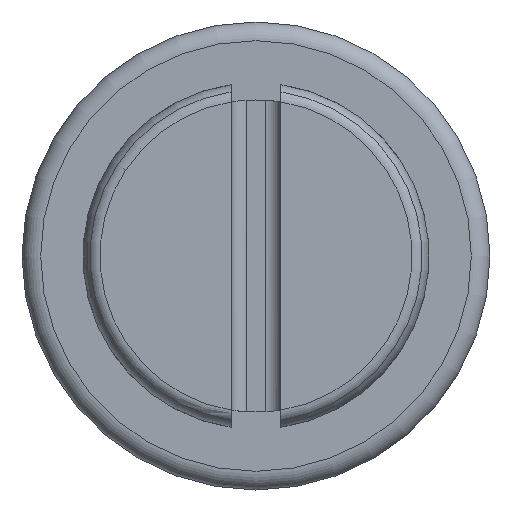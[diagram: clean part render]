
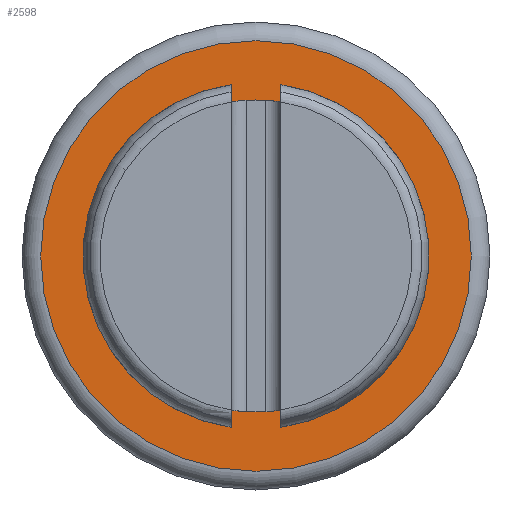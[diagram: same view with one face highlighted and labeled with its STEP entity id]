
A CAD part, left-side view. The second image highlights one B-rep face of the part: STEP entity #2598.
In plain terms, the highlighted planar face has unit normal (-1, 0, 0).
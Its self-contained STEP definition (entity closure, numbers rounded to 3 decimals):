
#15=FACE_BOUND('',#430,.T.);
#88=CIRCLE('',#2821,2.5);
#89=CIRCLE('',#2822,2.5);
#90=CIRCLE('',#2824,3.45);
#91=CIRCLE('',#2825,3.45);
#178=PLANE('',#2830);
#298=FACE_OUTER_BOUND('',#429,.T.);
#429=EDGE_LOOP('',(#2279,#2280));
#430=EDGE_LOOP('',(#2281,#2282));
#1164=VERTEX_POINT('',#5155);
#1165=VERTEX_POINT('',#5157);
#1166=VERTEX_POINT('',#5161);
#1167=VERTEX_POINT('',#5162);
#1549=EDGE_CURVE('',#1165,#1164,#88,.T.);
#1550=EDGE_CURVE('',#1164,#1165,#89,.T.);
#1551=EDGE_CURVE('',#1166,#1167,#90,.T.);
#1552=EDGE_CURVE('',#1167,#1166,#91,.T.);
#2279=ORIENTED_EDGE('',*,*,#1551,.T.);
#2280=ORIENTED_EDGE('',*,*,#1552,.T.);
#2281=ORIENTED_EDGE('',*,*,#1549,.T.);
#2282=ORIENTED_EDGE('',*,*,#1550,.T.);
#2598=ADVANCED_FACE('',(#298,#15),#178,.T.);
#2821=AXIS2_PLACEMENT_3D('',#5158,#3378,#3379);
#2822=AXIS2_PLACEMENT_3D('',#5159,#3380,#3381);
#2824=AXIS2_PLACEMENT_3D('',#5163,#3384,#3385);
#2825=AXIS2_PLACEMENT_3D('',#5164,#3386,#3387);
#2830=AXIS2_PLACEMENT_3D('',#5172,#3396,#3397);
#3378=DIRECTION('center_axis',(1.,0.,0.));
#3379=DIRECTION('ref_axis',(0.,-1.,0.));
#3380=DIRECTION('center_axis',(1.,0.,0.));
#3381=DIRECTION('ref_axis',(0.,-1.,0.));
#3384=DIRECTION('center_axis',(-1.,0.,0.));
#3385=DIRECTION('ref_axis',(0.,0.,
1.));
#3386=DIRECTION('center_axis',(-1.,0.,0.));
#3387=DIRECTION('ref_axis',(0.,0.,
1.));
#3396=DIRECTION('center_axis',(-1.,0.,0.));
#3397=DIRECTION('ref_axis',(0.,0.,
1.));
#5155=CARTESIAN_POINT('',(-0.85,7.555,-0.893));
#5157=CARTESIAN_POINT('',(-0.85,2.555,-0.893));
#5158=CARTESIAN_POINT('Origin',(-0.85,5.055,-0.893));
#5159=CARTESIAN_POINT('Origin',(-0.85,5.055,-0.893));
#5161=CARTESIAN_POINT('',(-0.85,8.505,-0.893));
#5162=CARTESIAN_POINT('',(-0.85,5.055,-4.343));
#5163=CARTESIAN_POINT('Origin',(-0.85,5.055,-0.893));
#5164=CARTESIAN_POINT('Origin',(-0.85,5.055,-0.893));
#5172=CARTESIAN_POINT('Origin',(-0.85,5.055,-0.893));
